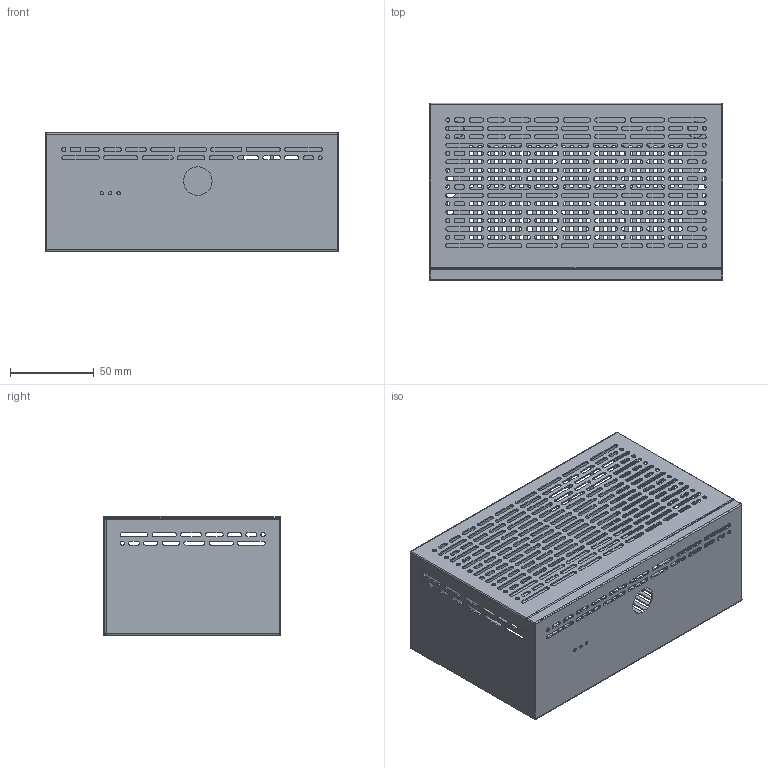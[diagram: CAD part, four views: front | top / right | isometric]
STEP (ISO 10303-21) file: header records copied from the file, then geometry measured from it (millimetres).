
FILE_DESCRIPTION((''),'2;1');
FILE_NAME('X1008-C1_ASM','2026-01-12T12:40:56',('Administrator'),(''),'CREO PARAMETRIC BY PTC INC, 2022073','CREO PARAMETRIC BY PTC INC, 2022073','');
FILE_SCHEMA(('CONFIG_CONTROL_DESIGN'));
Length unit declared in the file: millimetre
Products named in the file (3): X1008-C1-BOTTOM; X1008-C1-TOP; X1008-C1_ASM
Assembly tree (2 placements, depth 2):
  X1008-C1_ASM
    X1008-C1-BOTTOM
    X1008-C1-TOP
Bounding box: 175 x 105.8 x 70.8 mm (x, y, z)
Volume: 53067.1 mm3; surface area: 141535.7 mm2
Topology: 2 solids, 4 shells, 1292 faces, 3708 edges, 2428 vertices
Faces by surface type: plane 623, cylinder 623, torus 24, bspline 10, cone 8, sphere 4
Entity records: 43965 total; most frequent: CARTESIAN_POINT 7723, DIRECTION 7612, ORIENTED_EDGE 7408, EDGE_CURVE 3708, AXIS2_PLACEMENT_3D 2621, VERTEX_POINT 2428, VECTOR 2370, LINE 2370
